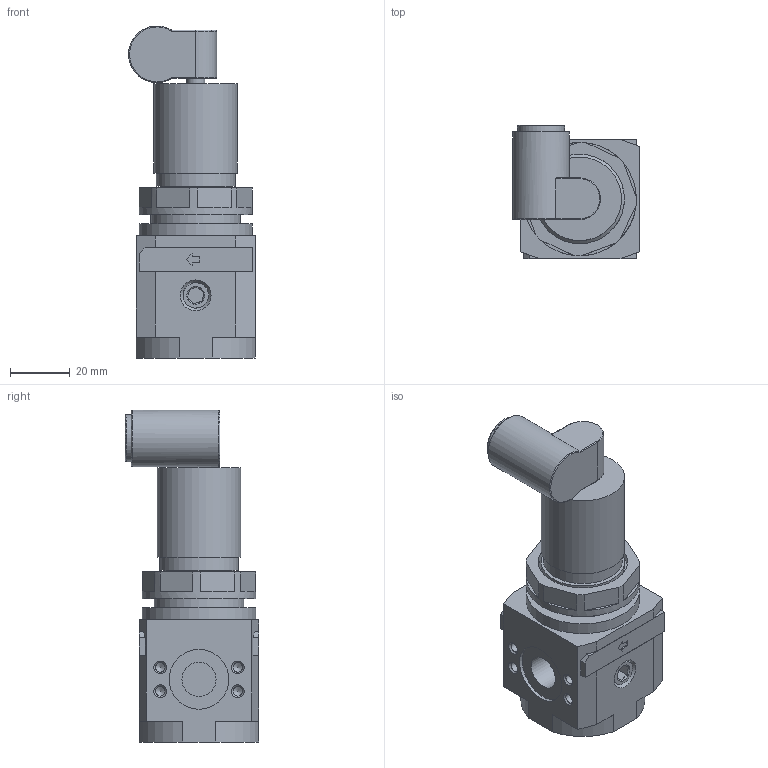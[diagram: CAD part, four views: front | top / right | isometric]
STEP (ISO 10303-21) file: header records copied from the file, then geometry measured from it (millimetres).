
FILE_DESCRIPTION(/* description */ ('RID.1/4" 0-# -Zama- Lucc.'),/* implementation_level */ '2;1');
FILE_NAME(/* name */ '17002B_K_.stp',/* time_stamp */ '2019-11-11T08:52:33+01:00',/* author */ ('maniean1'),/* organization */ ('Pneumax S.p.A.'),/* preprocessor_version */ 'ST-DEVELOPER v17',/* originating_system */ 'Autodesk Inventor 2019',/* authorisation */ '');
FILE_SCHEMA (('AUTOMOTIVE_DESIGN { 1 0 10303 214 3 1 1 }'));
Length unit declared in the file: millimetre
Products named in the file (5): 17002B_K_; 17002B_(1); RS/1701/12; RK/1701/020; 17109_K
Assembly tree (4 placements, depth 2):
  17002B_K_
    17002B_(1)
    RS/1701/12
    RK/1701/020
    17109_K
Bounding box: 42.5 x 44.7 x 111.3 mm (x, y, z)
Volume: 105664.5 mm3; surface area: 26404.6 mm2
Topology: 4 solids, 7 shells, 183 faces, 485 edges, 334 vertices
Faces by surface type: plane 111, cylinder 40, cone 26, torus 6
Full cylindrical faces by diameter (mm): 3.242 x8, 4.25 x2, 6 x1, 6.5 x1, 8.5 x1, 8.566 x2, 10 x2, 11.445 x2, 15.8 x1, 19 x1, 20 x2, 23.5 x1, 26.5 x1, 28 x2, 30 x2, 38 x2
Entity records: 6050 total; most frequent: CARTESIAN_POINT 1073, DIRECTION 1023, ORIENTED_EDGE 950, EDGE_CURVE 475, AXIS2_PLACEMENT_3D 372, VERTEX_POINT 334, LINE 279, VECTOR 279
